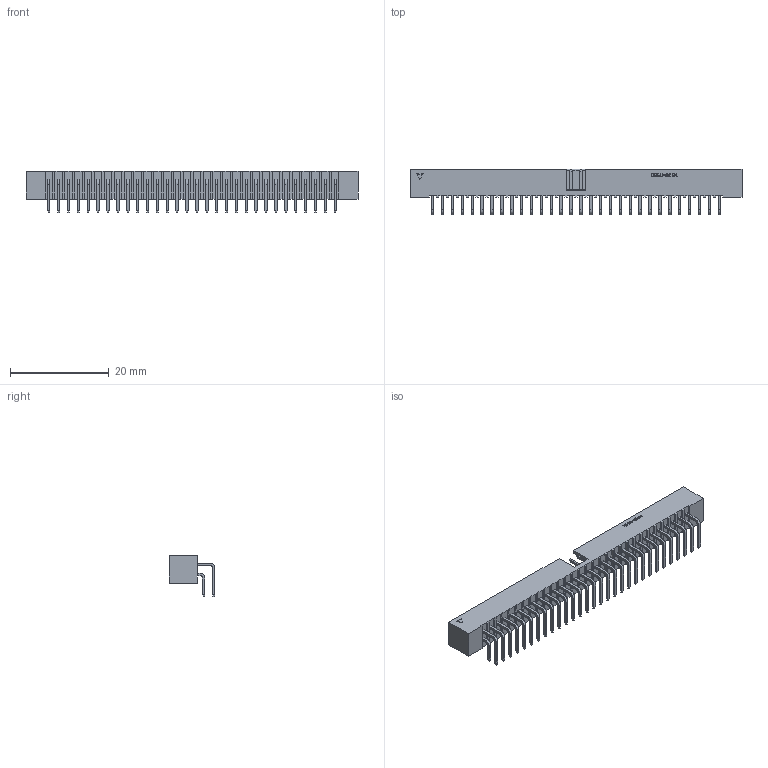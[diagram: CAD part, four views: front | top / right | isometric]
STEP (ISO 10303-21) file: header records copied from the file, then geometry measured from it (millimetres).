
FILE_DESCRIPTION (( 'STEP AP214' ), '1' );
FILE_NAME ('User Library-BH2-60R.STEP', '2023-02-21T03:37:30', ( '' ), ( '' ), 'SwSTEP 2.0', 'SolidWorks 2022', '' );
FILE_SCHEMA (( 'AUTOMOTIVE_DESIGN' ));
Length unit declared in the file: millimetre
Products named in the file (4): BH2-60R_BODY; BH2-xR_PIN_SHORT; User Library-BH2-60R; BH2-xR_PIN_LONG
Assembly tree (61 placements, depth 2):
  User Library-BH2-60R
    BH2-60R_BODY
    BH2-xR_PIN_LONG  x30
    BH2-xR_PIN_SHORT  x30
Bounding box: 67.2 x 9.25 x 8.3 mm (x, y, z)
Volume: 1011.4 mm3; surface area: 3890.7 mm2
Topology: 61 solids, 61 shells, 1587 faces, 3870 edges, 2418 vertices
Faces by surface type: plane 1434, cylinder 120, bspline 33
Entity records: 25778 total; most frequent: CARTESIAN_POINT 5065, ORIENTED_EDGE 3100, DIRECTION 2640, EDGE_CURVE 1550, LINE 1476, VECTOR 1476, VERTEX_POINT 1026, EDGE_LOOP 676
